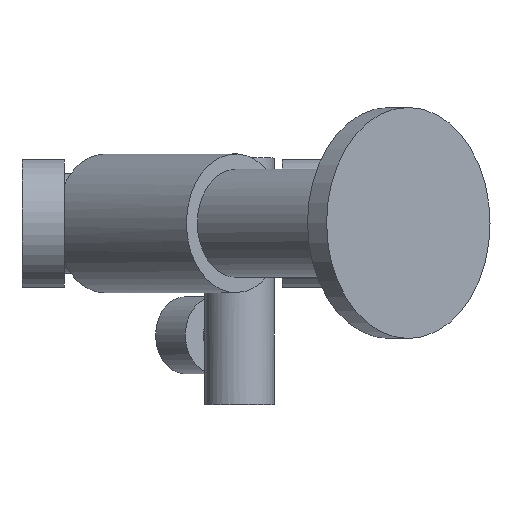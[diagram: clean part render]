
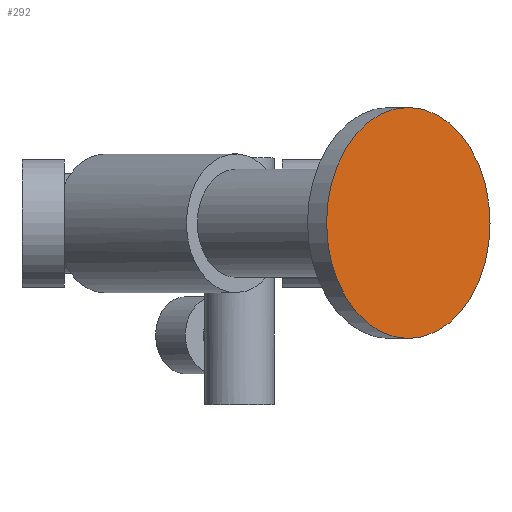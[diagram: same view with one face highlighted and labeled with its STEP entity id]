
A CAD part, top view. The second image highlights one B-rep face of the part: STEP entity #292.
In plain terms, the highlighted planar face has unit normal (0.707, 0, 0.707).
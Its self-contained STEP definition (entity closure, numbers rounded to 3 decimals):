
#31=PLANE('',#346);
#52=CIRCLE('',#344,30.);
#98=ORIENTED_EDGE('',*,*,#138,.T.);
#138=EDGE_CURVE('',#164,#164,#52,.T.);
#164=VERTEX_POINT('',#606);
#203=EDGE_LOOP('',(#98));
#248=FACE_BOUND('',#203,.T.);
#292=ADVANCED_FACE('',(#248),#31,.T.);
#344=AXIS2_PLACEMENT_3D('',#605,#422,#423);
#346=AXIS2_PLACEMENT_3D('',#609,#426,#427);
#422=DIRECTION('',(0.707,0.,0.707));
#423=DIRECTION('',(0.707,0.,-0.707));
#426=DIRECTION('',(0.707,0.,0.707));
#427=DIRECTION('',(0.707,0.,-0.707));
#605=CARTESIAN_POINT('',(61.037,0.,78.787));
#606=CARTESIAN_POINT('',(82.25,0.,57.573));
#609=CARTESIAN_POINT('',(61.037,0.,78.787));
